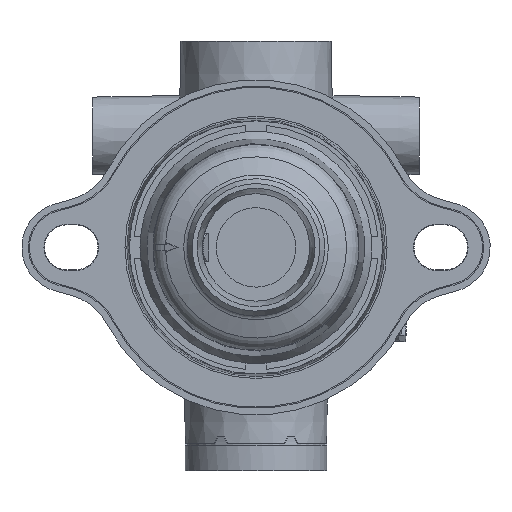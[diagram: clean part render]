
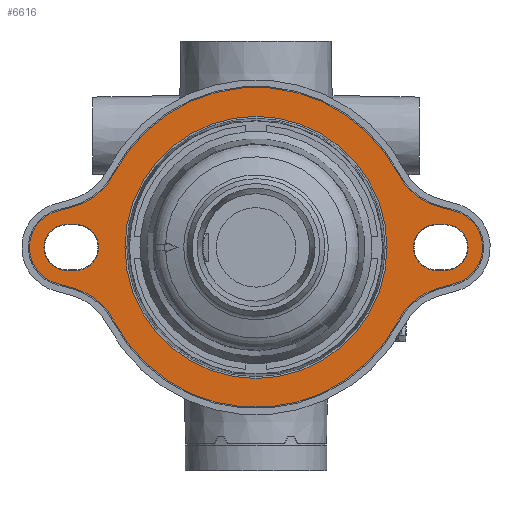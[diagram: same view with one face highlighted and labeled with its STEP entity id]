
A CAD part, front view. The second image highlights one B-rep face of the part: STEP entity #6616.
In plain terms, the highlighted planar face has unit normal (0, -1, 0).
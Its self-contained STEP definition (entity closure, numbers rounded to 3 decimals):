
#5926=CARTESIAN_POINT('',(30.5,-3.8,0.));
#5927=VERTEX_POINT('',#5926);
#5928=CARTESIAN_POINT('',(0.0,-3.8,0.0));
#5929=DIRECTION('',(0.0,1.0,0.0));
#5930=DIRECTION('',(-1.0,0.0,0.0));
#5931=AXIS2_PLACEMENT_3D('',#5928,#5929,#5930);
#5932=CIRCLE('',#5931,30.5);
#5933=EDGE_CURVE('',#5927,#5927,#5932,.T.);
#5953=CARTESIAN_POINT('',(44.,-3.8,5.35));
#5954=VERTEX_POINT('',#5953);
#5961=CARTESIAN_POINT('',(42.,-3.8,5.35));
#5962=VERTEX_POINT('',#5961);
#5963=CARTESIAN_POINT('',(42.,-3.8,5.35));
#5964=DIRECTION('',(1.0,0.0,0.0));
#5965=VECTOR('',#5964,2.);
#5966=LINE('',#5963,#5965);
#5967=EDGE_CURVE('',#5962,#5954,#5966,.T.);
#5992=CARTESIAN_POINT('',(44.0,-3.8,-5.35));
#5993=VERTEX_POINT('',#5992);
#6000=CARTESIAN_POINT('',(44.0,-3.8,0.));
#6001=DIRECTION('',(0.0,1.0,0.0));
#6002=DIRECTION('',(0.0,0.0,-1.0));
#6003=AXIS2_PLACEMENT_3D('',#6000,#6001,#6002);
#6004=CIRCLE('',#6003,5.35);
#6005=EDGE_CURVE('',#5954,#5993,#6004,.T.);
#6024=CARTESIAN_POINT('',(42.0,-3.8,-5.35));
#6025=VERTEX_POINT('',#6024);
#6032=CARTESIAN_POINT('',(44.0,-3.8,-5.35));
#6033=DIRECTION('',(-1.0,0.0,0.0));
#6034=VECTOR('',#6033,2.0);
#6035=LINE('',#6032,#6034);
#6036=EDGE_CURVE('',#5993,#6025,#6035,.T.);
#6055=CARTESIAN_POINT('',(42.0,-3.8,0.0));
#6056=DIRECTION('',(0.0,1.0,0.0));
#6057=DIRECTION('',(0.0,0.0,1.0));
#6058=AXIS2_PLACEMENT_3D('',#6055,#6056,#6057);
#6059=CIRCLE('',#6058,5.35);
#6060=EDGE_CURVE('',#6025,#5962,#6059,.T.);
#6082=CARTESIAN_POINT('',(-42.0,-3.8,-5.35));
#6083=VERTEX_POINT('',#6082);
#6090=CARTESIAN_POINT('',(-42.0,-3.8,5.35));
#6091=VERTEX_POINT('',#6090);
#6092=CARTESIAN_POINT('',(-42.0,-3.8,0.0));
#6093=DIRECTION('',(0.0,1.0,0.0));
#6094=DIRECTION('',(0.0,0.0,-1.0));
#6095=AXIS2_PLACEMENT_3D('',#6092,#6093,#6094);
#6096=CIRCLE('',#6095,5.35);
#6097=EDGE_CURVE('',#6091,#6083,#6096,.T.);
#6121=CARTESIAN_POINT('',(-44.0,-3.8,-5.35));
#6122=VERTEX_POINT('',#6121);
#6129=CARTESIAN_POINT('',(-42.0,-3.8,-5.35));
#6130=DIRECTION('',(-1.0,0.0,0.0));
#6131=VECTOR('',#6130,2.0);
#6132=LINE('',#6129,#6131);
#6133=EDGE_CURVE('',#6083,#6122,#6132,.T.);
#6153=CARTESIAN_POINT('',(-44.0,-3.8,5.35));
#6154=VERTEX_POINT('',#6153);
#6161=CARTESIAN_POINT('',(-44.0,-3.8,0.));
#6162=DIRECTION('',(0.0,1.0,0.0));
#6163=DIRECTION('',(0.0,0.0,1.0));
#6164=AXIS2_PLACEMENT_3D('',#6161,#6162,#6163);
#6165=CIRCLE('',#6164,5.35);
#6166=EDGE_CURVE('',#6122,#6154,#6165,.T.);
#6184=CARTESIAN_POINT('',(-44.,-3.8,5.35));
#6185=DIRECTION('',(1.0,0.0,0.0));
#6186=VECTOR('',#6185,2.);
#6187=LINE('',#6184,#6186);
#6188=EDGE_CURVE('',#6154,#6091,#6187,.T.);
#6210=CARTESIAN_POINT('',(33.077,-3.8,17.131));
#6211=VERTEX_POINT('',#6210);
#6218=CARTESIAN_POINT('',(42.671,-3.8,9.415));
#6219=VERTEX_POINT('',#6218);
#6220=CARTESIAN_POINT('',(46.618,-3.8,24.145));
#6221=DIRECTION('',(0.0,1.0,0.0));
#6222=DIRECTION('',(-0.888,0.0,-0.46));
#6223=AXIS2_PLACEMENT_3D('',#6220,#6221,#6222);
#6224=CIRCLE('',#6223,15.25);
#6225=EDGE_CURVE('',#6219,#6211,#6224,.T.);
#6250=CARTESIAN_POINT('',(46.265,-3.8,8.452));
#6251=VERTEX_POINT('',#6250);
#6252=CARTESIAN_POINT('',(46.265,-3.8,8.452));
#6253=DIRECTION('',(-0.966,0.0,0.259));
#6254=VECTOR('',#6253,3.72);
#6255=LINE('',#6252,#6254);
#6256=EDGE_CURVE('',#6251,#6219,#6255,.T.);
#6282=CARTESIAN_POINT('',(46.265,-3.8,-8.452));
#6283=VERTEX_POINT('',#6282);
#6284=CARTESIAN_POINT('',(44.0,-3.8,0.));
#6285=DIRECTION('',(0.0,-1.0,0.0));
#6286=DIRECTION('',(-0.259,0.0,0.966));
#6287=AXIS2_PLACEMENT_3D('',#6284,#6285,#6286);
#6288=CIRCLE('',#6287,8.75);
#6289=EDGE_CURVE('',#6283,#6251,#6288,.T.);
#6314=CARTESIAN_POINT('',(42.671,-3.8,-9.415));
#6315=VERTEX_POINT('',#6314);
#6316=CARTESIAN_POINT('',(42.671,-3.8,-9.415));
#6317=DIRECTION('',(0.966,0.0,0.259));
#6318=VECTOR('',#6317,3.72);
#6319=LINE('',#6316,#6318);
#6320=EDGE_CURVE('',#6315,#6283,#6319,.T.);
#6346=CARTESIAN_POINT('',(33.077,-3.8,-17.131));
#6347=VERTEX_POINT('',#6346);
#6348=CARTESIAN_POINT('',(46.618,-3.8,-24.145));
#6349=DIRECTION('',(0.0,1.0,0.0));
#6350=DIRECTION('',(-0.259,0.0,0.966));
#6351=AXIS2_PLACEMENT_3D('',#6348,#6349,#6350);
#6352=CIRCLE('',#6351,15.25);
#6353=EDGE_CURVE('',#6347,#6315,#6352,.T.);
#6379=CARTESIAN_POINT('',(-33.077,-3.8,-17.131));
#6380=VERTEX_POINT('',#6379);
#6381=CARTESIAN_POINT('',(0.0,-3.8,0.0));
#6382=DIRECTION('',(0.0,-1.0,0.0));
#6383=DIRECTION('',(0.888,0.0,0.46));
#6384=AXIS2_PLACEMENT_3D('',#6381,#6382,#6383);
#6385=CIRCLE('',#6384,37.25);
#6386=EDGE_CURVE('',#6380,#6347,#6385,.T.);
#6412=CARTESIAN_POINT('',(-42.671,-3.8,-9.415));
#6413=VERTEX_POINT('',#6412);
#6414=CARTESIAN_POINT('',(-46.618,-3.8,-24.145));
#6415=DIRECTION('',(0.0,1.0,0.0));
#6416=DIRECTION('',(0.888,0.0,0.46));
#6417=AXIS2_PLACEMENT_3D('',#6414,#6415,#6416);
#6418=CIRCLE('',#6417,15.25);
#6419=EDGE_CURVE('',#6413,#6380,#6418,.T.);
#6444=CARTESIAN_POINT('',(-46.265,-3.8,-8.452));
#6445=VERTEX_POINT('',#6444);
#6446=CARTESIAN_POINT('',(-46.265,-3.8,-8.452));
#6447=DIRECTION('',(0.966,0.0,-0.259));
#6448=VECTOR('',#6447,3.72);
#6449=LINE('',#6446,#6448);
#6450=EDGE_CURVE('',#6445,#6413,#6449,.T.);
#6476=CARTESIAN_POINT('',(-46.265,-3.8,8.452));
#6477=VERTEX_POINT('',#6476);
#6478=CARTESIAN_POINT('',(-44.0,-3.8,0.));
#6479=DIRECTION('',(0.0,-1.0,0.0));
#6480=DIRECTION('',(0.259,0.0,-0.966));
#6481=AXIS2_PLACEMENT_3D('',#6478,#6479,#6480);
#6482=CIRCLE('',#6481,8.75);
#6483=EDGE_CURVE('',#6477,#6445,#6482,.T.);
#6508=CARTESIAN_POINT('',(-42.671,-3.8,9.415));
#6509=VERTEX_POINT('',#6508);
#6510=CARTESIAN_POINT('',(-42.671,-3.8,9.415));
#6511=DIRECTION('',(-0.966,0.0,-0.259));
#6512=VECTOR('',#6511,3.72);
#6513=LINE('',#6510,#6512);
#6514=EDGE_CURVE('',#6509,#6477,#6513,.T.);
#6540=CARTESIAN_POINT('',(-33.077,-3.8,17.131));
#6541=VERTEX_POINT('',#6540);
#6542=CARTESIAN_POINT('',(-46.618,-3.8,24.145));
#6543=DIRECTION('',(0.0,1.0,0.0));
#6544=DIRECTION('',(0.259,0.0,-0.966));
#6545=AXIS2_PLACEMENT_3D('',#6542,#6543,#6544);
#6546=CIRCLE('',#6545,15.25);
#6547=EDGE_CURVE('',#6541,#6509,#6546,.T.);
#6571=CARTESIAN_POINT('',(0.0,-3.8,0.0));
#6572=DIRECTION('',(0.0,-1.0,0.0));
#6573=DIRECTION('',(-0.888,0.0,-0.46));
#6574=AXIS2_PLACEMENT_3D('',#6571,#6572,#6573);
#6575=CIRCLE('',#6574,37.25);
#6576=EDGE_CURVE('',#6211,#6541,#6575,.T.);
#6582=CARTESIAN_POINT('',(0.,-3.8,0.));
#6583=DIRECTION('',(0.0,-1.0,0.0));
#6584=DIRECTION('',(0.0,0.0,-1.0));
#6585=AXIS2_PLACEMENT_3D('',#6582,#6583,#6584);
#6586=PLANE('',#6585);
#6587=ORIENTED_EDGE('',*,*,#6576,.T.);
#6588=ORIENTED_EDGE('',*,*,#6547,.T.);
#6589=ORIENTED_EDGE('',*,*,#6514,.T.);
#6590=ORIENTED_EDGE('',*,*,#6483,.T.);
#6591=ORIENTED_EDGE('',*,*,#6450,.T.);
#6592=ORIENTED_EDGE('',*,*,#6419,.T.);
#6593=ORIENTED_EDGE('',*,*,#6386,.T.);
#6594=ORIENTED_EDGE('',*,*,#6353,.T.);
#6595=ORIENTED_EDGE('',*,*,#6320,.T.);
#6596=ORIENTED_EDGE('',*,*,#6289,.T.);
#6597=ORIENTED_EDGE('',*,*,#6256,.T.);
#6598=ORIENTED_EDGE('',*,*,#6225,.T.);
#6599=EDGE_LOOP('',(#6587,#6588,#6589,#6590,#6591,#6592,#6593,#6594,#6595,#6596,#6597,#6598));
#6600=FACE_OUTER_BOUND('',#6599,.T.);
#6601=ORIENTED_EDGE('',*,*,#5933,.T.);
#6602=EDGE_LOOP('',(#6601));
#6603=FACE_BOUND('',#6602,.T.);
#6604=ORIENTED_EDGE('',*,*,#5967,.T.);
#6605=ORIENTED_EDGE('',*,*,#6005,.T.);
#6606=ORIENTED_EDGE('',*,*,#6036,.T.);
#6607=ORIENTED_EDGE('',*,*,#6060,.T.);
#6608=EDGE_LOOP('',(#6604,#6605,#6606,#6607));
#6609=FACE_BOUND('',#6608,.T.);
#6610=ORIENTED_EDGE('',*,*,#6097,.T.);
#6611=ORIENTED_EDGE('',*,*,#6133,.T.);
#6612=ORIENTED_EDGE('',*,*,#6166,.T.);
#6613=ORIENTED_EDGE('',*,*,#6188,.T.);
#6614=EDGE_LOOP('',(#6610,#6611,#6612,#6613));
#6615=FACE_BOUND('',#6614,.T.);
#6616=ADVANCED_FACE('',(#6600,#6603,#6609,#6615),#6586,.T.);
